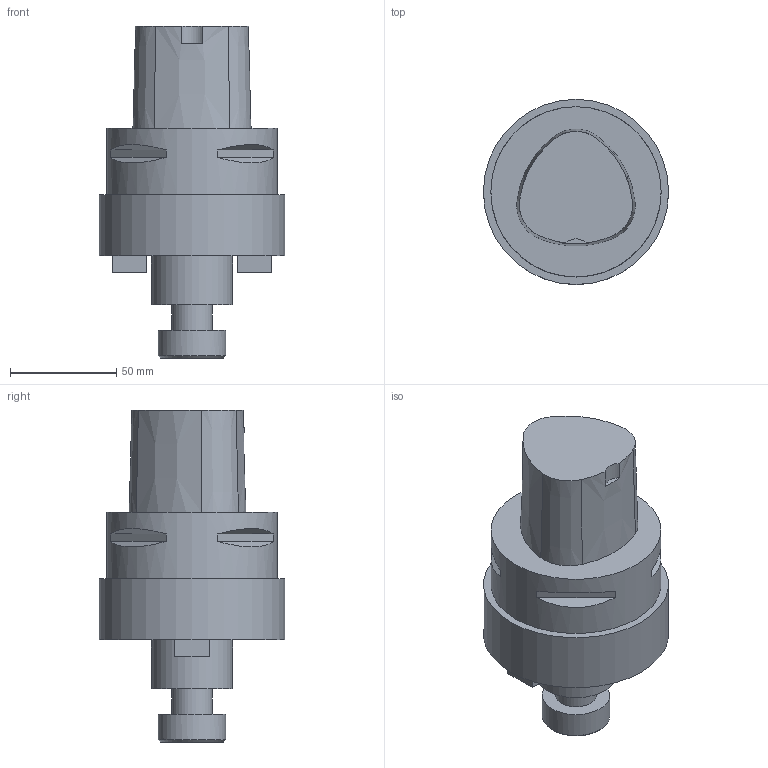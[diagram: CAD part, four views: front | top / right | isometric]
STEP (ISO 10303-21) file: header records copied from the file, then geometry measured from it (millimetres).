
FILE_DESCRIPTION(/* description */ ('3-D model version:1'),/* implementation_level */ '2;1');
FILE_NAME(/* name */ 'C8-A391.07C-38060',/* time_stamp */ '2016-12-02T14:14:47',/* author */ ('InteractiveCad'),/* organization */ ('AB Sandvik Coromant'),/* preprocessor_version */ 'ST-DEVELOPER v15',/* originating_system */ 'SIEMENS PLM Software NX 8.5',/* authorization */ '');
FILE_SCHEMA(('AUTOMOTIVE_DESIGN'));
Length unit declared in the file: millimetre
Products named in the file (1): C8_A391_07C_38060_SIM
Bounding box: 87 x 87 x 156 mm (x, y, z)
Volume: 477079.8 mm3; surface area: 42788.7 mm2
Topology: 1 solids, 1 shells, 43 faces, 92 edges, 62 vertices
Faces by surface type: plane 30, cone 7, cylinder 6
Full cylindrical faces by diameter (mm): 19.05 x1, 31.75 x1, 38.1 x1, 80 x1, 87 x1
Entity records: 1218 total; most frequent: DIRECTION 210, CARTESIAN_POINT 195, ORIENTED_EDGE 166, EDGE_CURVE 83, AXIS2_PLACEMENT_3D 82, EDGE_LOOP 60, VERTEX_POINT 59, LINE 46
